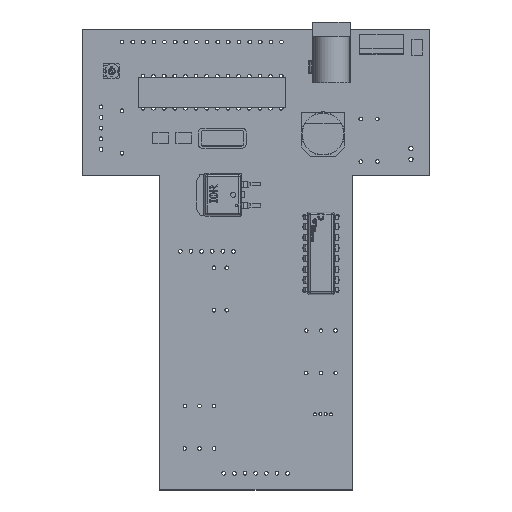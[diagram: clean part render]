
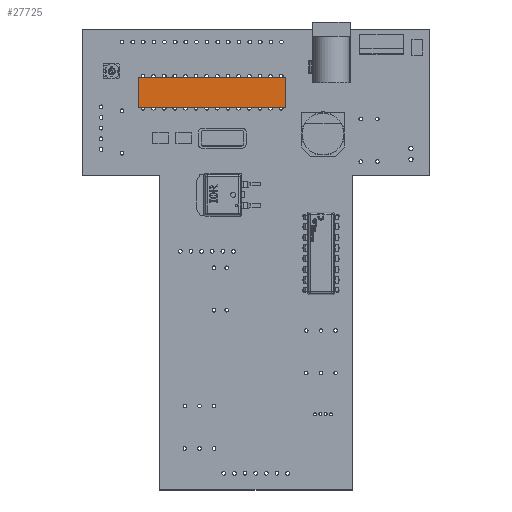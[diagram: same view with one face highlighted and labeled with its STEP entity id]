
A CAD part, top view. The second image highlights one B-rep face of the part: STEP entity #27725.
In plain terms, the highlighted planar face has unit normal (0, 0, 1).
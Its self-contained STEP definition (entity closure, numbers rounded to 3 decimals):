
#27596 = VERTEX_POINT('',#27597);
#27597 = CARTESIAN_POINT('',(17.65,-3.6,4.58));
#27603 = EDGE_CURVE('',#27596,#27604,#27606,.T.);
#27604 = VERTEX_POINT('',#27605);
#27605 = CARTESIAN_POINT('',(17.65,3.6,4.58));
#27606 = LINE('',#27607,#27608);
#27607 = CARTESIAN_POINT('',(17.65,-3.6,4.58));
#27608 = VECTOR('',#27609,1.);
#27609 = DIRECTION('',(0.,1.,0.));
#27634 = EDGE_CURVE('',#27604,#27635,#27637,.T.);
#27635 = VERTEX_POINT('',#27636);
#27636 = CARTESIAN_POINT('',(-17.65,3.6,4.58));
#27637 = LINE('',#27638,#27639);
#27638 = CARTESIAN_POINT('',(17.65,3.6,4.58));
#27639 = VECTOR('',#27640,1.);
#27640 = DIRECTION('',(-1.,0.,0.));
#27665 = EDGE_CURVE('',#27635,#27666,#27668,.T.);
#27666 = VERTEX_POINT('',#27667);
#27667 = CARTESIAN_POINT('',(-17.65,-3.6,4.58));
#27668 = LINE('',#27669,#27670);
#27669 = CARTESIAN_POINT('',(-17.65,3.6,4.58));
#27670 = VECTOR('',#27671,1.);
#27671 = DIRECTION('',(0.,-1.,0.));
#27696 = EDGE_CURVE('',#27666,#27596,#27697,.T.);
#27697 = LINE('',#27698,#27699);
#27698 = CARTESIAN_POINT('',(-17.65,-3.6,4.58));
#27699 = VECTOR('',#27700,1.);
#27700 = DIRECTION('',(1.,0.,0.));
#27725 = ADVANCED_FACE('',(#27726),#27732,.F.);
#27726 = FACE_BOUND('',#27727,.T.);
#27727 = EDGE_LOOP('',(#27728,#27729,#27730,#27731));
#27728 = ORIENTED_EDGE('',*,*,#27603,.T.);
#27729 = ORIENTED_EDGE('',*,*,#27634,.T.);
#27730 = ORIENTED_EDGE('',*,*,#27665,.T.);
#27731 = ORIENTED_EDGE('',*,*,#27696,.T.);
#27732 = PLANE('',#27733);
#27733 = AXIS2_PLACEMENT_3D('',#27734,#27735,#27736);
#27734 = CARTESIAN_POINT('',(17.65,-3.6,4.58));
#27735 = DIRECTION('',(0.,0.,-1.));
#27736 = DIRECTION('',(-1.,0.,0.));
